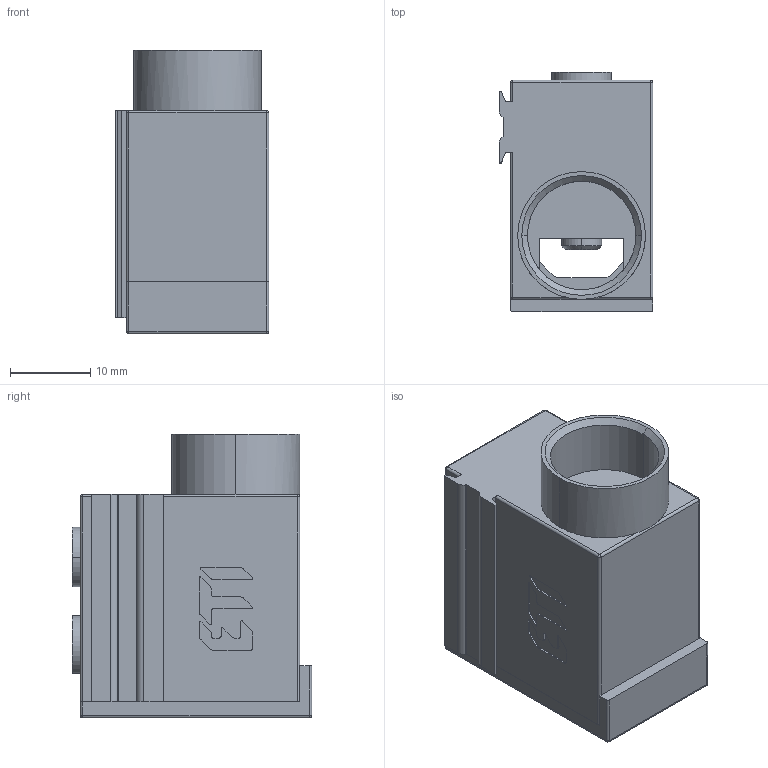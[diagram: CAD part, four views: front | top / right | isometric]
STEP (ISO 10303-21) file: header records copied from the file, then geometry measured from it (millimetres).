
FILE_DESCRIPTION((''),'2;1');
FILE_NAME('ASM0116_ASM','2021-03-29T',('marketing.praksa'),('Audax d.o.o.'),'CREO PARAMETRIC BY PTC INC, 2017480','CREO PARAMETRIC BY PTC INC, 2017480','');
FILE_SCHEMA(('AUTOMOTIVE_DESIGN { 1 0 10303 214 1 1 1 1 }'));
Length unit declared in the file: millimetre
Products named in the file (9): STP-EFB50_1_1; STP-EFB50_1_2; PRT0109_1_1; PRT0109_1_2; ETI_LOGO_1_1_1_1_1_1_1_2_3_4_18; ETI_LOGO_2_1_1_1_1_1_1_2_3_4_19; ETI_LOGO_3_1_1_1_1_1_1_2_3_4_19; BODY_WLOGO; ASM0116_ASM
Assembly tree (8 placements, depth 2):
  ASM0116_ASM
    STP-EFB50_1_1
    STP-EFB50_1_2
    PRT0109_1_1
    PRT0109_1_2
    ETI_LOGO_1_1_1_1_1_1_1_2_3_4_18
    ETI_LOGO_2_1_1_1_1_1_1_2_3_4_19
    ETI_LOGO_3_1_1_1_1_1_1_2_3_4_19
    BODY_WLOGO
Bounding box: 19.15 x 29.8 x 35.3 mm (x, y, z)
Volume: 11852.3 mm3; surface area: 8468.8 mm2
Topology: 8 solids, 8 shells, 314 faces, 918 edges, 616 vertices
Faces by surface type: plane 176, cylinder 92, cone 34, sphere 10, torus 2
Entity records: 16637 total; most frequent: CARTESIAN_POINT 2632, ORIENTED_EDGE 1812, DIRECTION 1785, PRESENTATION_STYLE_ASSIGNMENT 1228, STYLED_ITEM 1228, CURVE_STYLE 906, EDGE_CURVE 906, AXIS2_PLACEMENT_3D 653
